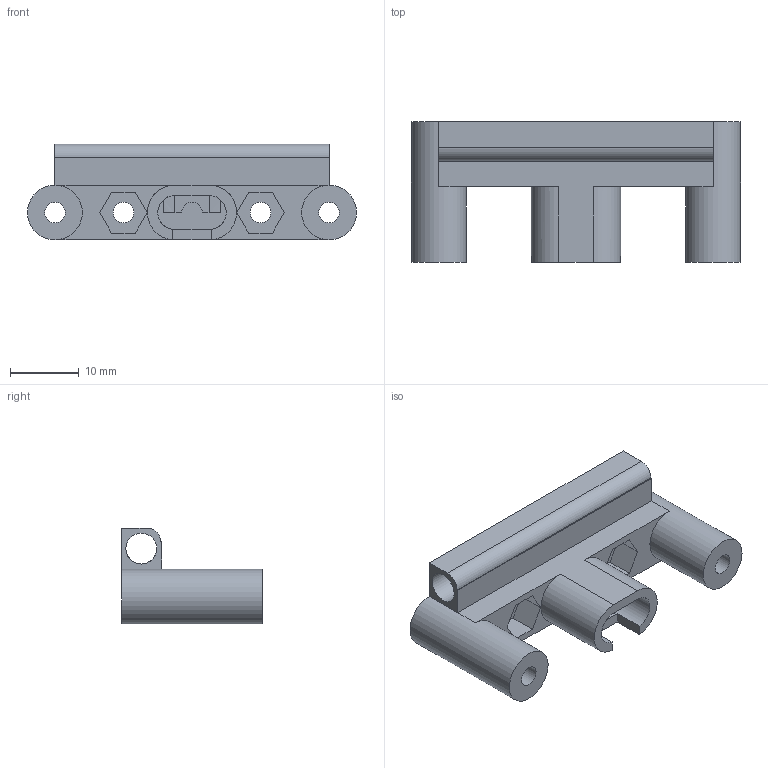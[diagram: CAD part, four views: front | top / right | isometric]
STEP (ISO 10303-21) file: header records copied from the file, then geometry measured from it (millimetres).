
FILE_DESCRIPTION(/* description */ (''),/* implementation_level */ '2;1');
FILE_NAME(/* name */ 'orta_baglanti v24.step',/* time_stamp */ '2021-09-22T19:33:08+03:00',/* author */ (''),/* organization */ (''),/* preprocessor_version */ 'ST-DEVELOPER v18.1',/* originating_system */ 'Autodesk Translation Framework v10.10.0.1391',/* authorisation */ '');
FILE_SCHEMA (('AUTOMOTIVE_DESIGN { 1 0 10303 214 3 1 1 }'));
Length unit declared in the file: millimetre
Products named in the file (1): orta_baglanti
Bounding box: 48 x 20.5 x 14 mm (x, y, z)
Volume: 4649.3 mm3; surface area: 4808.8 mm2
Topology: 1 solids, 1 shells, 57 faces, 167 edges, 112 vertices
Faces by surface type: plane 38, cylinder 17, bspline 2
Full cylindrical faces by diameter (mm): 3 x4, 4.5 x1, 8 x2
Entity records: 2116 total; most frequent: CARTESIAN_POINT 514, ORIENTED_EDGE 334, DIRECTION 315, EDGE_CURVE 167, VERTEX_POINT 112, LINE 107, VECTOR 107, AXIS2_PLACEMENT_3D 104
